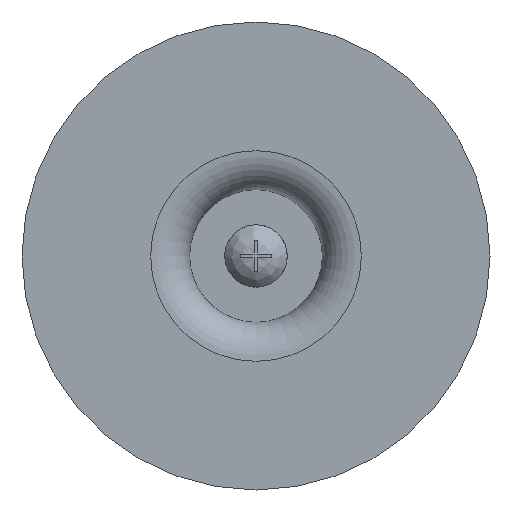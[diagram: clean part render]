
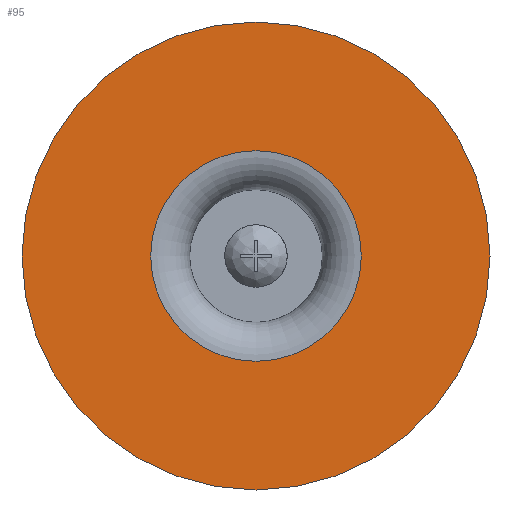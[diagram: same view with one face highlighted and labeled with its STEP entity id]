
A CAD part, front view. The second image highlights one B-rep face of the part: STEP entity #95.
In plain terms, the highlighted planar face has unit normal (0, -1, 0).
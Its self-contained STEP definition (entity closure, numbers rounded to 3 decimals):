
#95 = ADVANCED_FACE( '', ( #220, #221 ), #222, .F. );
#220 = FACE_BOUND( '', #375, .T. );
#221 = FACE_OUTER_BOUND( '', #376, .T. );
#222 = PLANE( '', #377 );
#375 = EDGE_LOOP( '', ( #616 ) );
#376 = EDGE_LOOP( '', ( #617 ) );
#377 = AXIS2_PLACEMENT_3D( '', #618, #619, #620 );
#616 = ORIENTED_EDGE( '', *, *, #927, .F. );
#617 = ORIENTED_EDGE( '', *, *, #883, .T. );
#618 = CARTESIAN_POINT( '', ( 30., 0., 0. ) );
#619 = DIRECTION( '', ( 0., 1., 0. ) );
#620 = DIRECTION( '', ( 0., 0., 1. ) );
#883 = EDGE_CURVE( '', #1027, #1027, #1028, .T. );
#927 = EDGE_CURVE( '', #1098, #1098, #1099, .T. );
#1027 = VERTEX_POINT( '', #1240 );
#1028 = CIRCLE( '', #1241, 30. );
#1098 = VERTEX_POINT( '', #1370 );
#1099 = CIRCLE( '', #1371, 13.5 );
#1240 = CARTESIAN_POINT( '', ( 0., 0., -30. ) );
#1241 = AXIS2_PLACEMENT_3D( '', #1600, #1601, #1602 );
#1370 = CARTESIAN_POINT( '', ( 0., 0., -13.5 ) );
#1371 = AXIS2_PLACEMENT_3D( '', #1642, #1643, #1644 );
#1600 = CARTESIAN_POINT( '', ( 0., 0., 0. ) );
#1601 = DIRECTION( '', ( 0., -1., 0. ) );
#1602 = DIRECTION( '', ( 0., 0., -1. ) );
#1642 = CARTESIAN_POINT( '', ( 0., 0., 0. ) );
#1643 = DIRECTION( '', ( 0., -1., 0. ) );
#1644 = DIRECTION( '', ( 0., 0., -1. ) );
